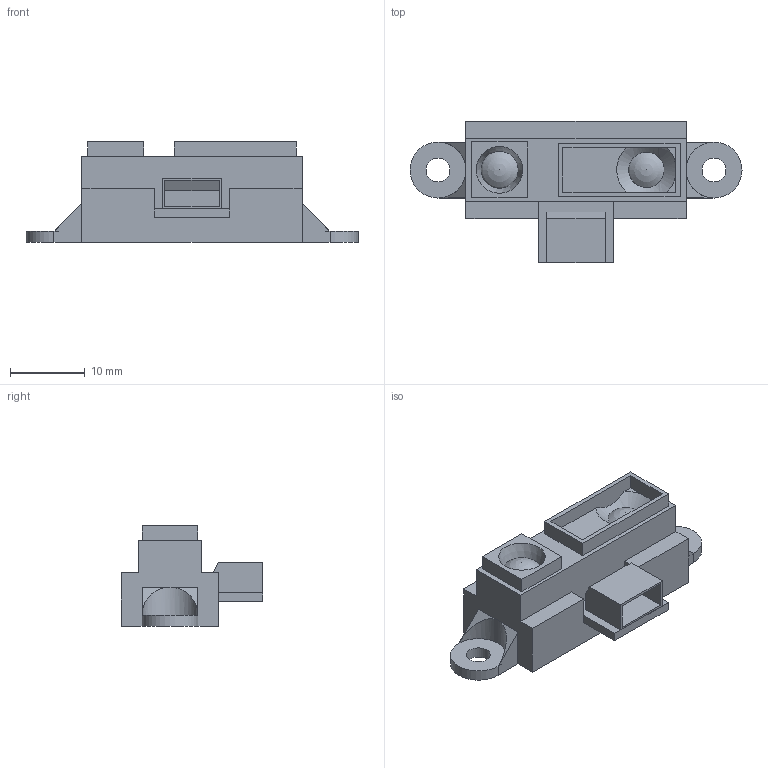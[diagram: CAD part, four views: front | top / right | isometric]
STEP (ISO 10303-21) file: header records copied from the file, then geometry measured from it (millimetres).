
FILE_DESCRIPTION(/* description */ (''),/* implementation_level */ '2;1');
FILE_NAME(/* name */ '80e6b64c-7151-4a70-8942-007ab9740dbf.stp',/* time_stamp */ '2022-05-31T15:40:16Z',/* author */ (''),/* organization */ (''),/* preprocessor_version */ 'ST-DEVELOPER v19',/* originating_system */ 'Autodesk Translation Framework v11.7.0.108',/* authorisation */ '');
FILE_SCHEMA (('AUTOMOTIVE_DESIGN { 1 0 10303 214 3 1 1 }'));
Length unit declared in the file: millimetre
Products named in the file (1): GP2Y0A41SK0F
Bounding box: 44.5 x 18.9 x 13.5 mm (x, y, z)
Volume: 4478.3 mm3; surface area: 3142.5 mm2
Topology: 5 solids, 5 shells, 73 faces, 174 edges, 112 vertices
Faces by surface type: plane 63, cylinder 6, sphere 2, cone 1, bspline 1
Full cylindrical faces by diameter (mm): 3.2 x2
Entity records: 2122 total; most frequent: CARTESIAN_POINT 380, ORIENTED_EDGE 340, DIRECTION 335, EDGE_CURVE 170, LINE 143, VECTOR 143, VERTEX_POINT 112, AXIS2_PLACEMENT_3D 96
